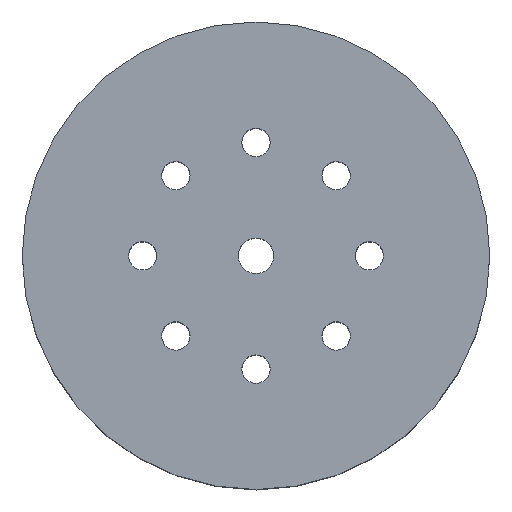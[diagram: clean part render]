
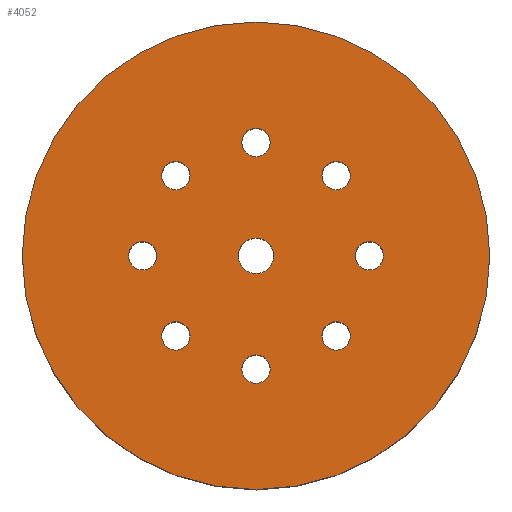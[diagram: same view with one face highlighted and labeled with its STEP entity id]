
A CAD part, top view. The second image highlights one B-rep face of the part: STEP entity #4052.
In plain terms, the highlighted planar face has unit normal (0, 0, 1).
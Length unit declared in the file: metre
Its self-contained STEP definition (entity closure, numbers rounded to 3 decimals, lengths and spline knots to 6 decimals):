
#13=PLANE('',#4686);
#1422=ORIENTED_EDGE('',*,*,#2269,.F.);
#1423=ORIENTED_EDGE('',*,*,#2270,.F.);
#1424=ORIENTED_EDGE('',*,*,#2271,.F.);
#1425=ORIENTED_EDGE('',*,*,#2272,.F.);
#1426=ORIENTED_EDGE('',*,*,#2273,.F.);
#1427=ORIENTED_EDGE('',*,*,#2274,.F.);
#1428=ORIENTED_EDGE('',*,*,#2275,.F.);
#1429=ORIENTED_EDGE('',*,*,#2276,.F.);
#1430=ORIENTED_EDGE('',*,*,#1665,.F.);
#1431=ORIENTED_EDGE('',*,*,#2268,.T.);
#1665=EDGE_CURVE('',#2289,#2289,#2713,.T.);
#2268=EDGE_CURVE('',#2692,#2692,#3116,.T.);
#2269=EDGE_CURVE('',#2693,#2693,#3117,.T.);
#2270=EDGE_CURVE('',#2694,#2694,#3118,.T.);
#2271=EDGE_CURVE('',#2695,#2695,#3119,.T.);
#2272=EDGE_CURVE('',#2696,#2696,#3120,.T.);
#2273=EDGE_CURVE('',#2697,#2697,#3121,.T.);
#2274=EDGE_CURVE('',#2698,#2698,#3122,.T.);
#2275=EDGE_CURVE('',#2699,#2699,#3123,.T.);
#2276=EDGE_CURVE('',#2700,#2700,#3124,.T.);
#2289=VERTEX_POINT('',#6207);
#2692=VERTEX_POINT('',#7415);
#2693=VERTEX_POINT('',#7418);
#2694=VERTEX_POINT('',#7420);
#2695=VERTEX_POINT('',#7422);
#2696=VERTEX_POINT('',#7424);
#2697=VERTEX_POINT('',#7426);
#2698=VERTEX_POINT('',#7428);
#2699=VERTEX_POINT('',#7430);
#2700=VERTEX_POINT('',#7432);
#2713=CIRCLE('',#4080,0.00125);
#3116=CIRCLE('',#4685,0.0165);
#3117=CIRCLE('',#4687,0.001);
#3118=CIRCLE('',#4688,0.001);
#3119=CIRCLE('',#4689,0.001);
#3120=CIRCLE('',#4690,0.001);
#3121=CIRCLE('',#4691,0.001);
#3122=CIRCLE('',#4692,0.001);
#3123=CIRCLE('',#4693,0.001);
#3124=CIRCLE('',#4694,0.001);
#3343=EDGE_LOOP('',(#1422));
#3344=EDGE_LOOP('',(#1423));
#3345=EDGE_LOOP('',(#1424));
#3346=EDGE_LOOP('',(#1425));
#3347=EDGE_LOOP('',(#1426));
#3348=EDGE_LOOP('',(#1427));
#3349=EDGE_LOOP('',(#1428));
#3350=EDGE_LOOP('',(#1429));
#3351=EDGE_LOOP('',(#1430));
#3352=EDGE_LOOP('',(#1431));
#3593=FACE_BOUND('',#3343,.T.);
#3594=FACE_BOUND('',#3344,.T.);
#3595=FACE_BOUND('',#3345,.T.);
#3596=FACE_BOUND('',#3346,.T.);
#3597=FACE_BOUND('',#3347,.T.);
#3598=FACE_BOUND('',#3348,.T.);
#3599=FACE_BOUND('',#3349,.T.);
#3600=FACE_BOUND('',#3350,.T.);
#3601=FACE_BOUND('',#3351,.T.);
#3602=FACE_BOUND('',#3352,.T.);
#4052=ADVANCED_FACE('',(#3593,#3594,#3595,#3596,#3597,#3598,#3599,#3600,
#3601,#3602),#13,.T.);
#4080=AXIS2_PLACEMENT_3D('',#6206,#4724,#4725);
#4685=AXIS2_PLACEMENT_3D('',#7414,#6134,#6135);
#4686=AXIS2_PLACEMENT_3D('',#7416,#6136,#6137);
#4687=AXIS2_PLACEMENT_3D('',#7417,#6138,#6139);
#4688=AXIS2_PLACEMENT_3D('',#7419,#6140,#6141);
#4689=AXIS2_PLACEMENT_3D('',#7421,#6142,#6143);
#4690=AXIS2_PLACEMENT_3D('',#7423,#6144,#6145);
#4691=AXIS2_PLACEMENT_3D('',#7425,#6146,#6147);
#4692=AXIS2_PLACEMENT_3D('',#7427,#6148,#6149);
#4693=AXIS2_PLACEMENT_3D('',#7429,#6150,#6151);
#4694=AXIS2_PLACEMENT_3D('',#7431,#6152,#6153);
#4724=DIRECTION('',(0.,0.,1.));
#4725=DIRECTION('',(1.,0.,0.));
#6134=DIRECTION('',(0.,0.,1.));
#6135=DIRECTION('',(1.,0.,0.));
#6136=DIRECTION('',(0.,0.,1.));
#6137=DIRECTION('',(1.,0.,0.));
#6138=DIRECTION('',(0.,0.,1.));
#6139=DIRECTION('',(1.,0.,0.));
#6140=DIRECTION('',(0.,0.,1.));
#6141=DIRECTION('',(1.,0.,0.));
#6142=DIRECTION('',(0.,0.,1.));
#6143=DIRECTION('',(1.,0.,0.));
#6144=DIRECTION('',(0.,0.,1.));
#6145=DIRECTION('',(1.,0.,0.));
#6146=DIRECTION('',(0.,0.,1.));
#6147=DIRECTION('',(1.,0.,0.));
#6148=DIRECTION('',(0.,0.,1.));
#6149=DIRECTION('',(1.,0.,0.));
#6150=DIRECTION('',(0.,0.,1.));
#6151=DIRECTION('',(1.,0.,0.));
#6152=DIRECTION('',(0.,0.,1.));
#6153=DIRECTION('',(1.,0.,0.));
#6206=CARTESIAN_POINT('',(0.,0.,0.015));
#6207=CARTESIAN_POINT('',(0.00125,0.,0.015));
#7414=CARTESIAN_POINT('',(0.,0.,0.015));
#7415=CARTESIAN_POINT('',(0.0165,0.,0.015));
#7416=CARTESIAN_POINT('',(0.,0.,0.015));
#7417=CARTESIAN_POINT('',(0.,0.008,0.015));
#7418=CARTESIAN_POINT('',(0.001,0.008,0.015));
#7419=CARTESIAN_POINT('',(-0.005657,0.005657,0.015));
#7420=CARTESIAN_POINT('',(-0.004657,0.005657,0.015));
#7421=CARTESIAN_POINT('',(-0.008,0.,0.015));
#7422=CARTESIAN_POINT('',(-0.007,0.,0.015));
#7423=CARTESIAN_POINT('',(-0.005657,-0.005657,0.015));
#7424=CARTESIAN_POINT('',(-0.004657,-0.005657,0.015));
#7425=CARTESIAN_POINT('',(0.,-0.008,0.015));
#7426=CARTESIAN_POINT('',(0.001,-0.008,0.015));
#7427=CARTESIAN_POINT('',(0.005657,-0.005657,0.015));
#7428=CARTESIAN_POINT('',(0.006657,-0.005657,0.015));
#7429=CARTESIAN_POINT('',(0.008,0.,0.015));
#7430=CARTESIAN_POINT('',(0.009,0.,0.015));
#7431=CARTESIAN_POINT('',(0.005657,0.005657,0.015));
#7432=CARTESIAN_POINT('',(0.006657,0.005657,0.015));
